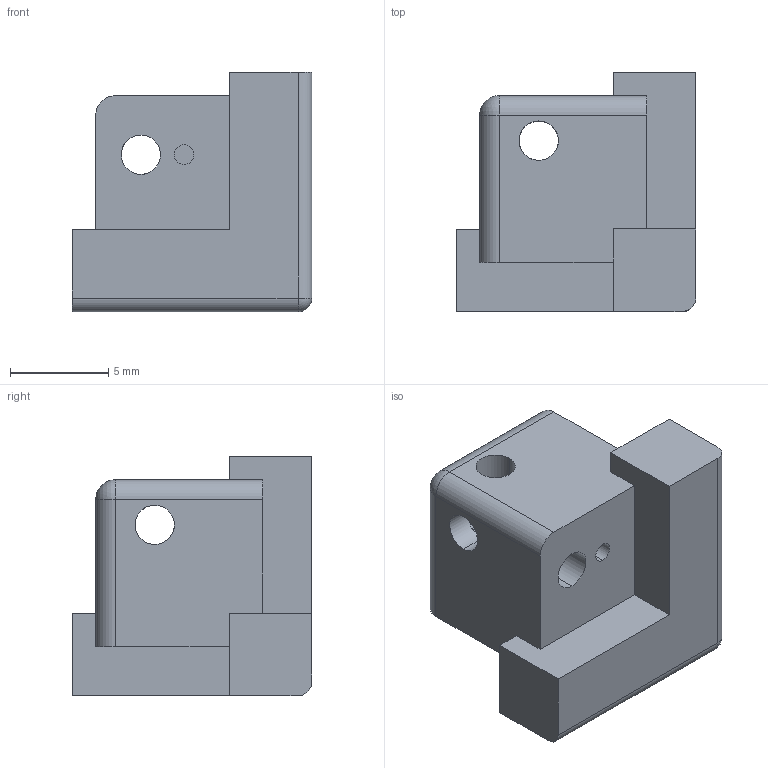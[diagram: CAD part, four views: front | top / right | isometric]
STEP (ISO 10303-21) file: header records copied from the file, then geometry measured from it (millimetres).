
FILE_DESCRIPTION (( 'STEP AP214' ), '1' );
FILE_NAME ('褒2.STEP', '2022-05-21T11:07:27', ( '' ), ( '' ), 'SwSTEP 2.0', 'SolidWorks 2020', '' );
FILE_SCHEMA (( 'AUTOMOTIVE_DESIGN' ));
Length unit declared in the file: millimetre
Products named in the file (1): 褒2
Bounding box: 12.2 x 12.2 x 12.2 mm (x, y, z)
Volume: 962.9 mm3; surface area: 891.3 mm2
Topology: 1 solids, 1 shells, 45 faces, 128 edges, 82 vertices
Faces by surface type: plane 22, cylinder 21, sphere 2
Entity records: 1603 total; most frequent: CARTESIAN_POINT 385, ORIENTED_EDGE 252, DIRECTION 239, EDGE_CURVE 126, VERTEX_POINT 82, AXIS2_PLACEMENT_3D 82, LINE 75, VECTOR 75
